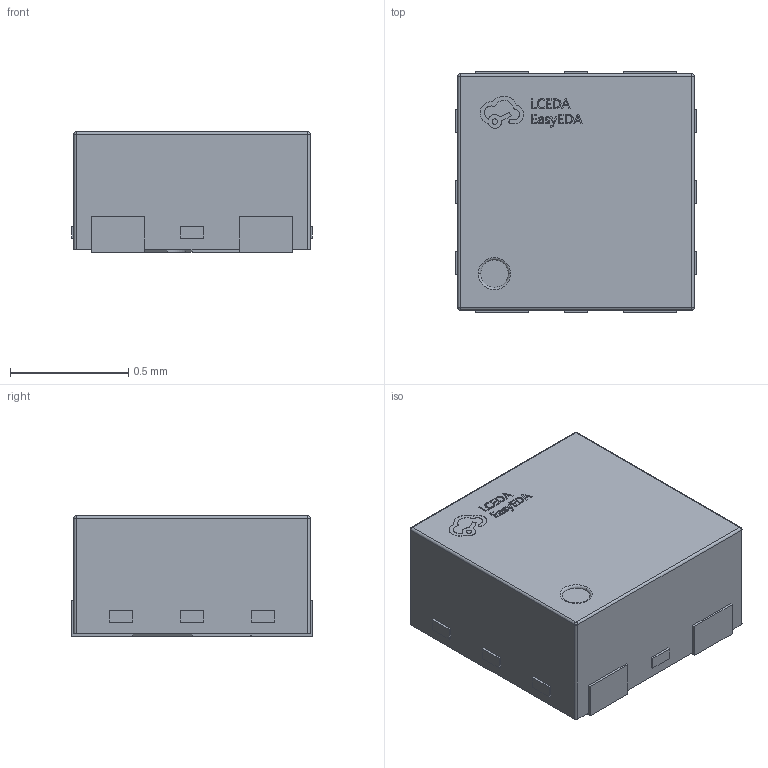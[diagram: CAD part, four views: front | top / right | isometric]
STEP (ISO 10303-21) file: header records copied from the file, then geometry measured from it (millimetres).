
FILE_DESCRIPTION (( 'STEP AP214' ), '1' );
FILE_NAME ('DFN-4_L1.0-W1.0-H0.5-P0.65-BL-EP.step', '2022-06-30T13:12:39', ( '' ), ( '' ), 'SwSTEP 2.0', 'SolidWorks 2020', '' );
FILE_SCHEMA (( 'AUTOMOTIVE_DESIGN' ));
Length unit declared in the file: millimetre
Products named in the file (1): DFN-4_L1.0-W1.0-H0.5-P0.65-BL-EP
Bounding box: 1.02 x 1.02 x 0.51 mm (x, y, z)
Volume: 0.5 mm3; surface area: 4.1 mm2
Topology: 1 solids, 1 shells, 380 faces, 1018 edges, 672 vertices
Faces by surface type: plane 252, bspline 112, cylinder 10, sphere 4, torus 2
Entity records: 17092 total; most frequent: CARTESIAN_POINT 4171, ORIENTED_EDGE 2028, DIRECTION 1350, EDGE_CURVE 1014, LINE 760, VECTOR 760, VERTEX_POINT 672, EDGE_LOOP 416
